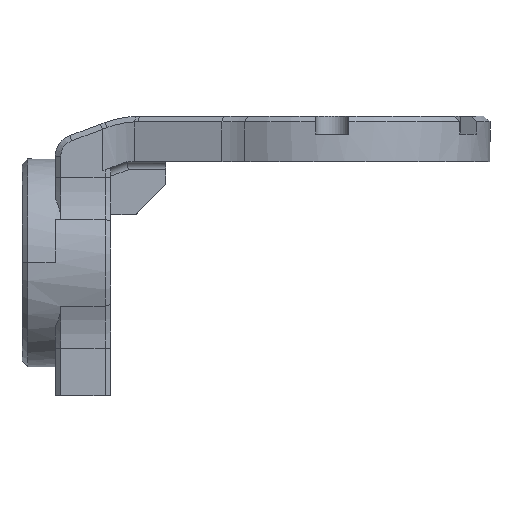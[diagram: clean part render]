
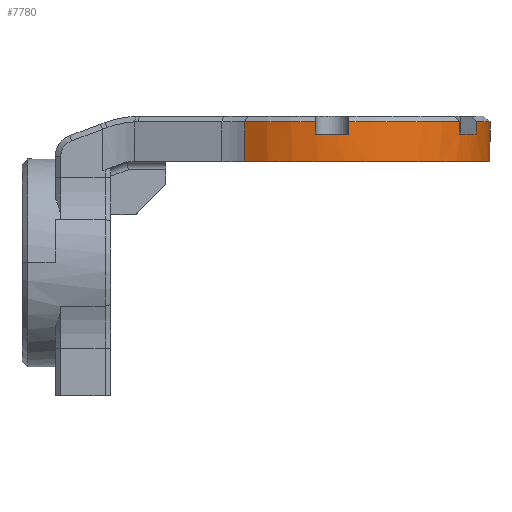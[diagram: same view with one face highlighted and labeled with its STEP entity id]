
A CAD part, front view. The second image highlights one B-rep face of the part: STEP entity #7780.
In plain terms, the highlighted cylindrical face has radius 28.5 mm (diameter 57 mm), a partial arc.
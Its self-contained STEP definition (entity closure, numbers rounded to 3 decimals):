
#68 = EDGE_CURVE ( 'NONE', #9068, #8483, #3726, .T. ) ;
#70 = EDGE_CURVE ( 'NONE', #9159, #697, #858, .T. ) ;
#215 = CARTESIAN_POINT ( 'NONE',  ( -2.26, 183.595, 25.445 ) ) ;
#233 = DIRECTION ( 'NONE',  ( 0., 0., -1. ) ) ;
#244 = DIRECTION ( 'NONE',  ( 0., 0., -1. ) ) ;
#293 = VECTOR ( 'NONE', #244, 1000. ) ;
#455 = EDGE_CURVE ( 'NONE', #9068, #6558, #4113, .T. ) ;
#511 = DIRECTION ( 'NONE',  ( 0., 0., 1. ) ) ;
#571 = CARTESIAN_POINT ( 'NONE',  ( -33.76, 155.253, 23.245 ) ) ;
#697 = VERTEX_POINT ( 'NONE', #8171 ) ;
#710 = ORIENTED_EDGE ( 'NONE', *, *, #70, .F. ) ;
#858 = CIRCLE ( 'NONE', #1317, 28.5 ) ;
#868 = VECTOR ( 'NONE', #233, 1000. ) ;
#949 = ORIENTED_EDGE ( 'NONE', *, *, #5535, .F. ) ;
#961 = VECTOR ( 'NONE', #511, 1000. ) ;
#979 = AXIS2_PLACEMENT_3D ( 'NONE', #1374, #7752, #6433 ) ;
#1000 = LINE ( 'NONE', #8175, #868 ) ;
#1115 = ORIENTED_EDGE ( 'NONE', *, *, #2659, .T. ) ;
#1169 = CIRCLE ( 'NONE', #4489, 28.5 ) ;
#1317 = AXIS2_PLACEMENT_3D ( 'NONE', #2633, #5382, #9043 ) ;
#1339 = CARTESIAN_POINT ( 'NONE',  ( -30.76, 183.595, 23.245 ) ) ;
#1374 = CARTESIAN_POINT ( 'NONE',  ( -30.76, 183.595, 23.245 ) ) ;
#1590 = DIRECTION ( 'NONE',  ( 0., 0., 1. ) ) ;
#1740 = EDGE_CURVE ( 'NONE', #8619, #3391, #6811, .T. ) ;
#1786 = DIRECTION ( 'NONE',  ( -0.554, 0.833, 0. ) ) ;
#1867 = VERTEX_POINT ( 'NONE', #8163 ) ;
#1886 = CARTESIAN_POINT ( 'NONE',  ( -7.715, 166.826, 23.245 ) ) ;
#1911 = CARTESIAN_POINT ( 'NONE',  ( -33.76, 155.253, 23.245 ) ) ;
#2058 = AXIS2_PLACEMENT_3D ( 'NONE', #1339, #4350, #2856 ) ;
#2067 = CARTESIAN_POINT ( 'NONE',  ( -46.54, 159.862, 25.445 ) ) ;
#2092 = ORIENTED_EDGE ( 'NONE', *, *, #9106, .T. ) ;
#2144 = ORIENTED_EDGE ( 'NONE', *, *, #8088, .F. ) ;
#2159 = CARTESIAN_POINT ( 'NONE',  ( -46.54, 159.862, 18.245 ) ) ;
#2428 = FACE_OUTER_BOUND ( 'NONE', #4176, .T. ) ;
#2563 = DIRECTION ( 'NONE',  ( 0., 0., 1. ) ) ;
#2576 = CARTESIAN_POINT ( 'NONE',  ( -27.76, 155.253, 23.245 ) ) ;
#2583 = CARTESIAN_POINT ( 'NONE',  ( -30.76, 183.595, 18.245 ) ) ;
#2594 = CARTESIAN_POINT ( 'NONE',  ( -2.26, 183.595, 18.245 ) ) ;
#2608 = DIRECTION ( 'NONE',  ( 1., 0., 0. ) ) ;
#2633 = CARTESIAN_POINT ( 'NONE',  ( -30.76, 183.595, 25.445 ) ) ;
#2659 = EDGE_CURVE ( 'NONE', #1867, #697, #4061, .T. ) ;
#2680 = ORIENTED_EDGE ( 'NONE', *, *, #455, .T. ) ;
#2856 = DIRECTION ( 'NONE',  ( 0.809, -0.588, 0. ) ) ;
#3187 = CARTESIAN_POINT ( 'NONE',  ( -27.76, 155.253, 25.445 ) ) ;
#3288 = LINE ( 'NONE', #1911, #961 ) ;
#3357 = DIRECTION ( 'NONE',  ( 0., 0., 1. ) ) ;
#3391 = VERTEX_POINT ( 'NONE', #2576 ) ;
#3633 = EDGE_CURVE ( 'NONE', #8619, #5322, #3288, .T. ) ;
#3726 = CIRCLE ( 'NONE', #6541, 28.5 ) ;
#3767 = DIRECTION ( 'NONE',  ( -0.554, -0.833, 0. ) ) ;
#3955 = CARTESIAN_POINT ( 'NONE',  ( -33.76, 155.253, 25.445 ) ) ;
#3964 = CARTESIAN_POINT ( 'NONE',  ( -46.54, 159.862, 18.245 ) ) ;
#4061 = LINE ( 'NONE', #1886, #8649 ) ;
#4113 = LINE ( 'NONE', #2594, #7344 ) ;
#4176 = EDGE_LOOP ( 'NONE', ( #6560, #2680, #2144, #7840, #949, #1115, #710, #2092, #5232, #6335, #6746, #6655 ) ) ;
#4181 = EDGE_CURVE ( 'NONE', #6958, #8483, #8002, .T. ) ;
#4350 = DIRECTION ( 'NONE',  ( 0., 0., 1. ) ) ;
#4489 = AXIS2_PLACEMENT_3D ( 'NONE', #6200, #7664, #4861 ) ;
#4861 = DIRECTION ( 'NONE',  ( 0.914, -0.406, 0. ) ) ;
#4879 = CARTESIAN_POINT ( 'NONE',  ( -27.76, 155.253, 25.445 ) ) ;
#4954 = CARTESIAN_POINT ( 'NONE',  ( -46.54, 159.862, 23.045 ) ) ;
#5232 = ORIENTED_EDGE ( 'NONE', *, *, #1740, .F. ) ;
#5237 = AXIS2_PLACEMENT_3D ( 'NONE', #5775, #1590, #3767 ) ;
#5316 = CYLINDRICAL_SURFACE ( 'NONE', #7455, 28.5 ) ;
#5322 = VERTEX_POINT ( 'NONE', #3955 ) ;
#5382 = DIRECTION ( 'NONE',  ( 0., 0., 1. ) ) ;
#5466 = DIRECTION ( 'NONE',  ( 0., 0., -1. ) ) ;
#5535 = EDGE_CURVE ( 'NONE', #1867, #6787, #5945, .T. ) ;
#5718 = CARTESIAN_POINT ( 'NONE',  ( -4.715, 172.022, 23.245 ) ) ;
#5775 = CARTESIAN_POINT ( 'NONE',  ( -30.76, 183.595, 25.445 ) ) ;
#5945 = CIRCLE ( 'NONE', #2058, 28.5 ) ;
#6114 = EDGE_CURVE ( 'NONE', #9008, #6787, #1000, .T. ) ;
#6200 = CARTESIAN_POINT ( 'NONE',  ( -30.76, 183.595, 25.445 ) ) ;
#6335 = ORIENTED_EDGE ( 'NONE', *, *, #3633, .T. ) ;
#6433 = DIRECTION ( 'NONE',  ( -0.105, -0.994, 0. ) ) ;
#6541 = AXIS2_PLACEMENT_3D ( 'NONE', #2583, #5466, #1786 ) ;
#6558 = VERTEX_POINT ( 'NONE', #215 ) ;
#6560 = ORIENTED_EDGE ( 'NONE', *, *, #68, .F. ) ;
#6655 = ORIENTED_EDGE ( 'NONE', *, *, #4181, .T. ) ;
#6699 = CIRCLE ( 'NONE', #5237, 28.5 ) ;
#6730 = CARTESIAN_POINT ( 'NONE',  ( -2.26, 183.595, 18.245 ) ) ;
#6746 = ORIENTED_EDGE ( 'NONE', *, *, #9038, .F. ) ;
#6787 = VERTEX_POINT ( 'NONE', #5718 ) ;
#6811 = CIRCLE ( 'NONE', #979, 28.5 ) ;
#6958 = VERTEX_POINT ( 'NONE', #8500 ) ;
#7344 = VECTOR ( 'NONE', #7527, 1000. ) ;
#7395 = LINE ( 'NONE', #3187, #293 ) ;
#7455 = AXIS2_PLACEMENT_3D ( 'NONE', #8329, #2563, #2608 ) ;
#7527 = DIRECTION ( 'NONE',  ( 0., 0., 1. ) ) ;
#7664 = DIRECTION ( 'NONE',  ( 0., 0., 1. ) ) ;
#7752 = DIRECTION ( 'NONE',  ( 0., 0., 1. ) ) ;
#7780 = ADVANCED_FACE ( 'NONE', ( #2428 ), #5316, .T. ) ;
#7840 = ORIENTED_EDGE ( 'NONE', *, *, #6114, .T. ) ;
#8002 = B_SPLINE_CURVE_WITH_KNOTS ( 'NONE', 3,
 ( #2067, #4954, #9224, #2159 ),
 .UNSPECIFIED., .F., .F.,
 ( 4, 4 ),
 ( 0., 1. ),
 .UNSPECIFIED. ) ;
#8010 = CARTESIAN_POINT ( 'NONE',  ( -4.715, 172.022, 25.445 ) ) ;
#8088 = EDGE_CURVE ( 'NONE', #9008, #6558, #1169, .T. ) ;
#8163 = CARTESIAN_POINT ( 'NONE',  ( -7.715, 166.826, 23.245 ) ) ;
#8171 = CARTESIAN_POINT ( 'NONE',  ( -7.715, 166.826, 25.445 ) ) ;
#8175 = CARTESIAN_POINT ( 'NONE',  ( -4.715, 172.022, 25.445 ) ) ;
#8329 = CARTESIAN_POINT ( 'NONE',  ( -30.76, 183.595, 18.245 ) ) ;
#8483 = VERTEX_POINT ( 'NONE', #3964 ) ;
#8500 = CARTESIAN_POINT ( 'NONE',  ( -46.54, 159.862, 25.445 ) ) ;
#8619 = VERTEX_POINT ( 'NONE', #571 ) ;
#8649 = VECTOR ( 'NONE', #3357, 1000. ) ;
#9008 = VERTEX_POINT ( 'NONE', #8010 ) ;
#9038 = EDGE_CURVE ( 'NONE', #6958, #5322, #6699, .T. ) ;
#9043 = DIRECTION ( 'NONE',  ( 0.105, -0.994, 0. ) ) ;
#9068 = VERTEX_POINT ( 'NONE', #6730 ) ;
#9106 = EDGE_CURVE ( 'NONE', #9159, #3391, #7395, .T. ) ;
#9159 = VERTEX_POINT ( 'NONE', #4879 ) ;
#9224 = CARTESIAN_POINT ( 'NONE',  ( -46.54, 159.862, 20.645 ) ) ;
